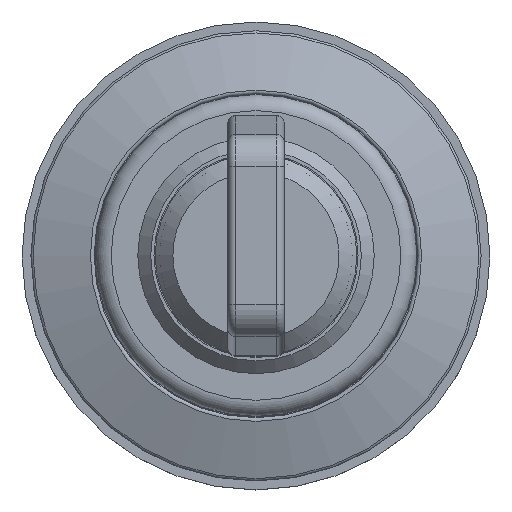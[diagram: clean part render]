
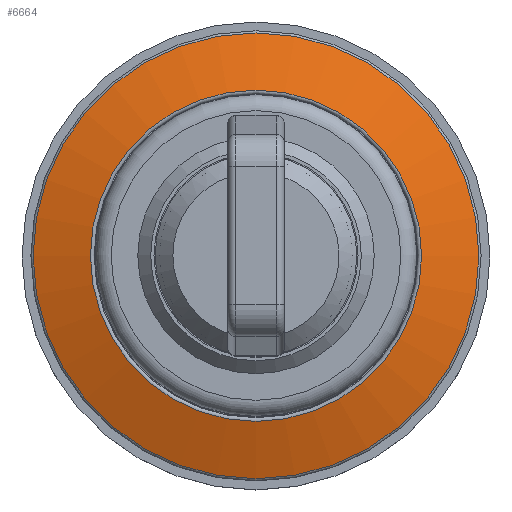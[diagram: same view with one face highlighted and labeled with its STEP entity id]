
A CAD part, top view. The second image highlights one B-rep face of the part: STEP entity #6664.
In plain terms, the highlighted conical face has half-angle 71.267 degrees and reference radius 12.107 mm.
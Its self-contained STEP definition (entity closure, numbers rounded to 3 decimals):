
#117=CONICAL_SURFACE('',#7219,12.107,1.244);
#761=LINE('',#16813,#1249);
#1249=VECTOR('',#8612,12.107);
#1699=FACE_OUTER_BOUND('',#2102,.T.);
#2102=EDGE_LOOP('',(#5547,#5548,#5549,#5550,#5551,#5552,#5553,#5554));
#2413=CIRCLE('',#7211,13.814);
#2418=CIRCLE('',#7216,13.814);
#2419=CIRCLE('',#7217,13.814);
#2420=CIRCLE('',#7220,10.265);
#2421=CIRCLE('',#7221,10.265);
#2422=CIRCLE('',#7222,10.265);
#3019=VERTEX_POINT('',#16791);
#3020=VERTEX_POINT('',#16792);
#3024=VERTEX_POINT('',#16801);
#3025=VERTEX_POINT('',#16807);
#3026=VERTEX_POINT('',#16808);
#3027=VERTEX_POINT('',#16810);
#3899=EDGE_CURVE('',#3019,#3020,#2413,.T.);
#3904=EDGE_CURVE('',#3020,#3024,#2418,.T.);
#3905=EDGE_CURVE('',#3024,#3019,#2419,.T.);
#3907=EDGE_CURVE('',#3025,#3026,#2420,.T.);
#3908=EDGE_CURVE('',#3027,#3025,#2421,.T.);
#3909=EDGE_CURVE('',#3026,#3027,#2422,.T.);
#3910=EDGE_CURVE('',#3026,#3024,#761,.T.);
#5547=ORIENTED_EDGE('',*,*,#3907,.F.);
#5548=ORIENTED_EDGE('',*,*,#3908,.F.);
#5549=ORIENTED_EDGE('',*,*,#3909,.F.);
#5550=ORIENTED_EDGE('',*,*,#3910,.T.);
#5551=ORIENTED_EDGE('',*,*,#3904,.F.);
#5552=ORIENTED_EDGE('',*,*,#3899,.F.);
#5553=ORIENTED_EDGE('',*,*,#3905,.F.);
#5554=ORIENTED_EDGE('',*,*,#3910,.F.);
#6664=ADVANCED_FACE('',(#1699),#117,.T.);
#7211=AXIS2_PLACEMENT_3D('',#16793,#8587,#8588);
#7216=AXIS2_PLACEMENT_3D('',#16802,#8597,#8598);
#7217=AXIS2_PLACEMENT_3D('',#16803,#8599,#8600);
#7219=AXIS2_PLACEMENT_3D('',#16806,#8604,#8605);
#7220=AXIS2_PLACEMENT_3D('',#16809,#8606,#8607);
#7221=AXIS2_PLACEMENT_3D('',#16811,#8608,#8609);
#7222=AXIS2_PLACEMENT_3D('',#16812,#8610,#8611);
#8587=DIRECTION('center_axis',(0.,0.,
-1.));
#8588=DIRECTION('ref_axis',(-1.,0.,0.));
#8597=DIRECTION('center_axis',(0.,0.,
-1.));
#8598=DIRECTION('ref_axis',(-1.,0.,0.));
#8599=DIRECTION('center_axis',(0.,0.,
-1.));
#8600=DIRECTION('ref_axis',(-1.,0.,0.));
#8604=DIRECTION('center_axis',(0.,0.,
-1.));
#8605=DIRECTION('ref_axis',(1.,0.,0.));
#8606=DIRECTION('center_axis',(0.,0.,
1.));
#8607=DIRECTION('ref_axis',(1.,0.,0.));
#8608=DIRECTION('center_axis',(0.,0.,
1.));
#8609=DIRECTION('ref_axis',(1.,0.,0.));
#8610=DIRECTION('center_axis',(0.,0.,
1.));
#8611=DIRECTION('ref_axis',(1.,0.,0.));
#8612=DIRECTION('',(-0.947,0.,-0.321));
#16791=CARTESIAN_POINT('',(13.814,0.,6.519));
#16792=CARTESIAN_POINT('',(0.,-13.814,6.519));
#16793=CARTESIAN_POINT('Origin',(0.,0.,
6.519));
#16801=CARTESIAN_POINT('',(-13.814,0.,6.519));
#16802=CARTESIAN_POINT('Origin',(0.,0.,
6.519));
#16803=CARTESIAN_POINT('Origin',(0.,0.,
6.519));
#16806=CARTESIAN_POINT('Origin',(0.,0.,
7.098));
#16807=CARTESIAN_POINT('',(10.265,0.,7.723));
#16808=CARTESIAN_POINT('',(-10.265,0.,7.723));
#16809=CARTESIAN_POINT('Origin',(0.,0.,
7.723));
#16810=CARTESIAN_POINT('',(0.,-10.265,7.723));
#16811=CARTESIAN_POINT('Origin',(0.,0.,
7.723));
#16812=CARTESIAN_POINT('Origin',(0.,0.,
7.723));
#16813=CARTESIAN_POINT('',(-12.107,0.,7.098));
